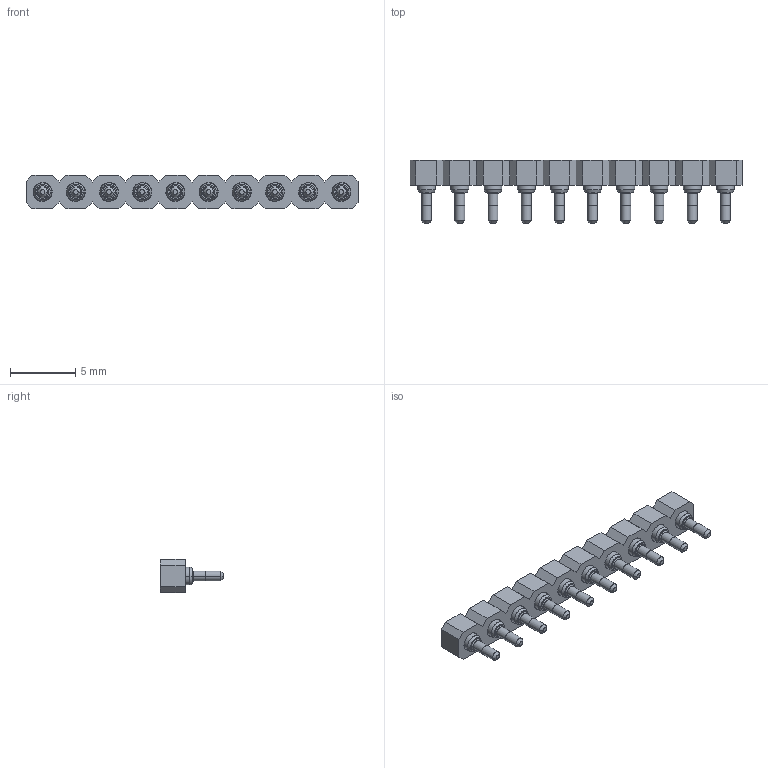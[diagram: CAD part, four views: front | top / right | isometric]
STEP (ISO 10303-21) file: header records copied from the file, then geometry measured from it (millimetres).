
FILE_DESCRIPTION( ('This file contains a STEP AP42 implementation' ,'as created by ZW3D STEP Interface translator.') ,'2;1' );
FILE_NAME( '3520-191XXSXX048X1.stp' ,'231016.133140', (''), ('ZWCAD Software Co.'), 'Version 1.0', 'ZW3D to STEP translator', '' );
FILE_SCHEMA(('AUTOMOTIVE_DESIGN { 1 0 10303 214 1 1 1 1 }'));
Length unit declared in the file: millimetre
Products named in the file (2): 0; 3520-19120SXX048X1
Bounding box: 25.4 x 4.82 x 2.54 mm (x, y, z)
Volume: 105.2 mm3; surface area: 578.6 mm2
Topology: 1 solids, 11 shells, 834 faces, 2036 edges, 1284 vertices
Faces by surface type: plane 304, bspline 280, cone 190, cylinder 60
Entity records: 44334 total; most frequent: CARTESIAN_POINT 29277, ORIENTED_EDGE 4072, EDGE_CURVE 2036, B_SPLINE_CURVE_WITH_KNOTS 1896, VERTEX_POINT 1284, DIRECTION 1110, EDGE_LOOP 914, FACE_OUTER_BOUND 834
